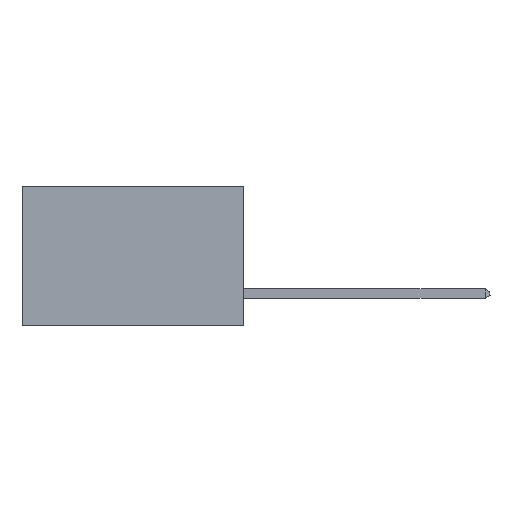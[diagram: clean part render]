
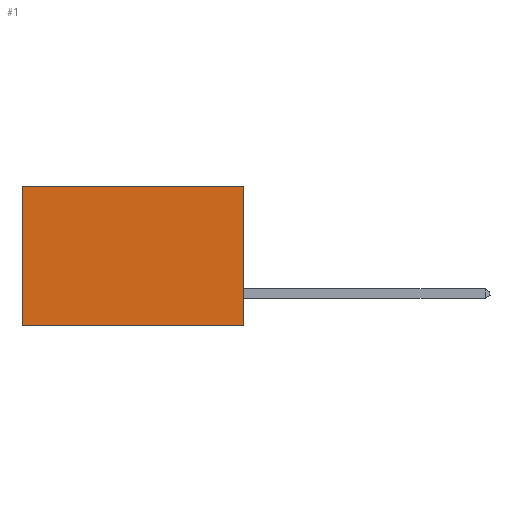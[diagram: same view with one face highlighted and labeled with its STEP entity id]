
A CAD part, left-side view. The second image highlights one B-rep face of the part: STEP entity #1.
In plain terms, the highlighted planar face has unit normal (-1, 0, 0).
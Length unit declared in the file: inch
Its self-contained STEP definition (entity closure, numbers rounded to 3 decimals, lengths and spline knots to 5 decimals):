
#1 = ADVANCED_FACE ( 'NONE', ( #4085 ), #8992, .F. ) ;
#39 = DIRECTION ( 'NONE',  ( 0., 1., 0. ) ) ;
#291 = CARTESIAN_POINT ( 'NONE',  ( 0.277, 0.59, -0.37 ) ) ;
#382 = LINE ( 'NONE', #11536, #2859 ) ;
#1370 = VERTEX_POINT ( 'NONE', #291 ) ;
#1639 = LINE ( 'NONE', #10386, #9006 ) ;
#1819 = CARTESIAN_POINT ( 'NONE',  ( 0.277, 0., -0.37 ) ) ;
#1981 = VECTOR ( 'NONE', #39, 39.37008 ) ;
#2284 = DIRECTION ( 'NONE',  ( 0., 0., -1. ) ) ;
#2859 = VECTOR ( 'NONE', #2284, 39.37008 ) ;
#3596 = DIRECTION ( 'NONE',  ( 1., 0., 0. ) ) ;
#3696 = AXIS2_PLACEMENT_3D ( 'NONE', #8980, #3596, #4171 ) ;
#4085 = FACE_OUTER_BOUND ( 'NONE', #11410, .T. ) ;
#4171 = DIRECTION ( 'NONE',  ( 0., 0., -1. ) ) ;
#4286 = CARTESIAN_POINT ( 'NONE',  ( 0.277, 0., -0.37 ) ) ;
#4678 = EDGE_CURVE ( 'NONE', #5367, #9300, #1639, .T. ) ;
#5101 = CARTESIAN_POINT ( 'NONE',  ( 0.277, 0., 0. ) ) ;
#5367 = VERTEX_POINT ( 'NONE', #11141 ) ;
#5437 = DIRECTION ( 'NONE',  ( 0., 1., 0. ) ) ;
#7245 = VERTEX_POINT ( 'NONE', #9615 ) ;
#7560 = ORIENTED_EDGE ( 'NONE', *, *, #9715, .T. ) ;
#7674 = VECTOR ( 'NONE', #5437, 39.37008 ) ;
#7839 = EDGE_CURVE ( 'NONE', #9300, #1370, #10333, .T. ) ;
#7841 = ORIENTED_EDGE ( 'NONE', *, *, #4678, .F. ) ;
#8980 = CARTESIAN_POINT ( 'NONE',  ( 0.277, 0., -0.37 ) ) ;
#8992 = PLANE ( 'NONE',  #3696 ) ;
#9006 = VECTOR ( 'NONE', #10492, 39.37008 ) ;
#9300 = VERTEX_POINT ( 'NONE', #1819 ) ;
#9615 = CARTESIAN_POINT ( 'NONE',  ( 0.277, 0.59, 0. ) ) ;
#9715 = EDGE_CURVE ( 'NONE', #7245, #1370, #382, .T. ) ;
#10218 = ORIENTED_EDGE ( 'NONE', *, *, #10455, .T. ) ;
#10333 = LINE ( 'NONE', #4286, #7674 ) ;
#10386 = CARTESIAN_POINT ( 'NONE',  ( 0.277, 0., -0.37 ) ) ;
#10455 = EDGE_CURVE ( 'NONE', #5367, #7245, #11812, .T. ) ;
#10492 = DIRECTION ( 'NONE',  ( 0., 0., -1. ) ) ;
#11141 = CARTESIAN_POINT ( 'NONE',  ( 0.277, 0., 0. ) ) ;
#11410 = EDGE_LOOP ( 'NONE', ( #7560, #12125, #7841, #10218 ) ) ;
#11536 = CARTESIAN_POINT ( 'NONE',  ( 0.277, 0.59, -0.37 ) ) ;
#11812 = LINE ( 'NONE', #5101, #1981 ) ;
#12125 = ORIENTED_EDGE ( 'NONE', *, *, #7839, .F. ) ;
